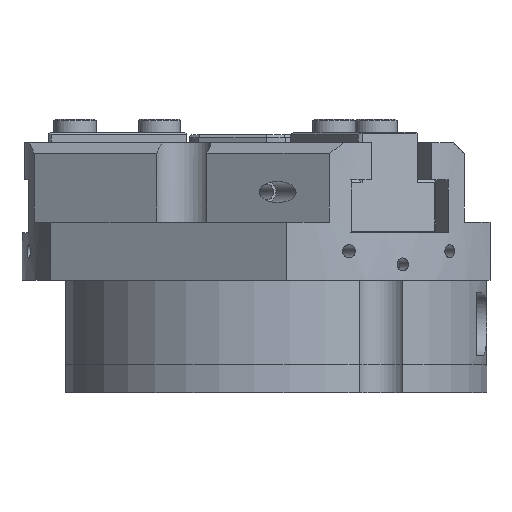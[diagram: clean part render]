
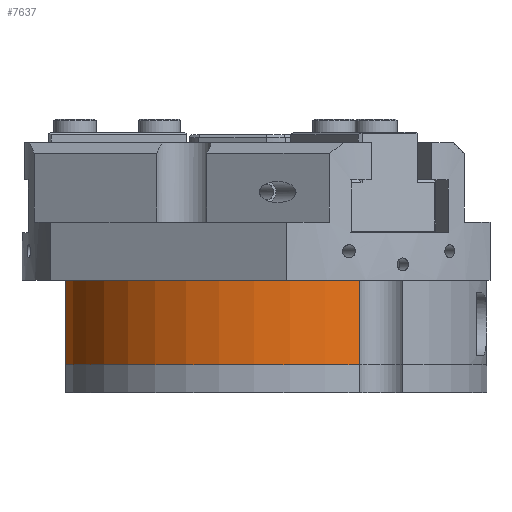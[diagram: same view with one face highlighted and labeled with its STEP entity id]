
A CAD part, left-side view. The second image highlights one B-rep face of the part: STEP entity #7637.
In plain terms, the highlighted cylindrical face has radius 40 mm (diameter 80 mm), a partial arc.
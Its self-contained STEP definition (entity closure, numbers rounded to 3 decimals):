
#705=CYLINDRICAL_SURFACE('',#8462,40.);
#938=FACE_OUTER_BOUND('',#1386,.T.);
#1386=EDGE_LOOP('',(#6086,#6087,#6088,#6089));
#1728=CIRCLE('',#8186,40.);
#1747=CIRCLE('',#8208,40.);
#2341=LINE('',#13516,#2871);
#2342=LINE('',#13518,#2872);
#2871=VECTOR('',#9894,10.);
#2872=VECTOR('',#9897,10.);
#3337=VERTEX_POINT('',#12307);
#3338=VERTEX_POINT('',#12309);
#3354=VERTEX_POINT('',#12349);
#3355=VERTEX_POINT('',#12351);
#4188=EDGE_CURVE('',#3337,#3338,#1728,.T.);
#4210=EDGE_CURVE('',#3354,#3355,#1747,.T.);
#4521=EDGE_CURVE('',#3354,#3338,#2341,.T.);
#4522=EDGE_CURVE('',#3337,#3355,#2342,.T.);
#6086=ORIENTED_EDGE('',*,*,#4521,.T.);
#6087=ORIENTED_EDGE('',*,*,#4188,.F.);
#6088=ORIENTED_EDGE('',*,*,#4522,.T.);
#6089=ORIENTED_EDGE('',*,*,#4210,.F.);
#7637=ADVANCED_FACE('',(#938),#705,.T.);
#8186=AXIS2_PLACEMENT_3D('',#12310,#9216,#9217);
#8208=AXIS2_PLACEMENT_3D('',#12352,#9263,#9264);
#8462=AXIS2_PLACEMENT_3D('',#13519,#9898,#9899);
#9216=DIRECTION('center_axis',(0.,0.,1.));
#9217=DIRECTION('ref_axis',(-1.,0.,0.));
#9263=DIRECTION('center_axis',(0.,0.,-1.));
#9264=DIRECTION('ref_axis',(-1.,0.,0.));
#9894=DIRECTION('',(0.,0.,1.));
#9897=DIRECTION('',(0.,0.,-1.));
#9898=DIRECTION('center_axis',(0.,0.,1.));
#9899=DIRECTION('ref_axis',(-1.,0.,0.));
#12307=CARTESIAN_POINT('',(-4.715,39.721,16.));
#12309=CARTESIAN_POINT('',(-36.757,-15.778,16.));
#12310=CARTESIAN_POINT('Origin',(0.,0.,16.));
#12349=CARTESIAN_POINT('',(-36.757,-15.778,0.));
#12351=CARTESIAN_POINT('',(-4.715,39.721,0.));
#12352=CARTESIAN_POINT('Origin',(0.,0.,0.));
#13516=CARTESIAN_POINT('',(-36.757,-15.778,0.));
#13518=CARTESIAN_POINT('',(-4.715,39.721,0.));
#13519=CARTESIAN_POINT('Origin',(0.,0.,0.));
